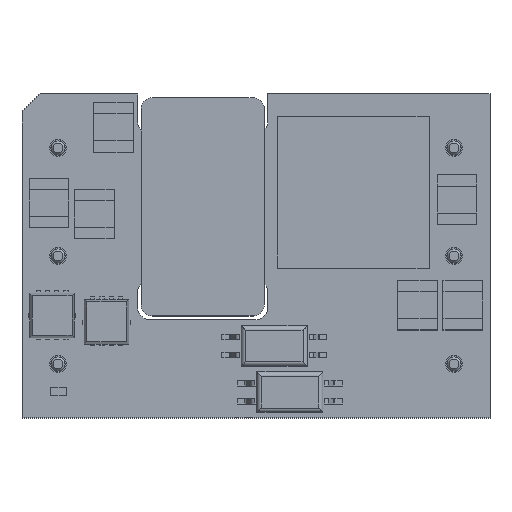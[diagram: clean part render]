
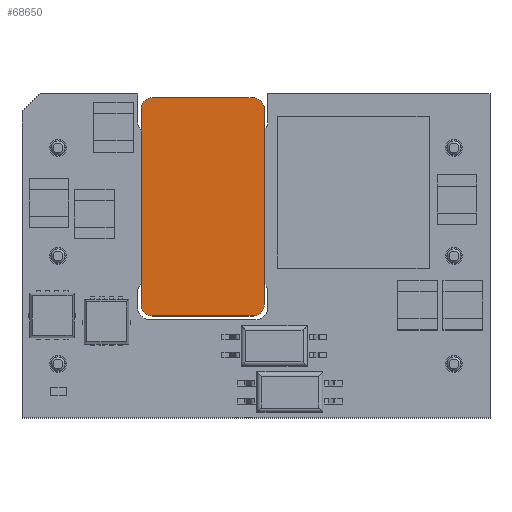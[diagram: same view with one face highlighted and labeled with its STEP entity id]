
A CAD part, top view. The second image highlights one B-rep face of the part: STEP entity #68650.
In plain terms, the highlighted face is planar.
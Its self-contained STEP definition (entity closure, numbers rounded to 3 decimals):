
#67900=CARTESIAN_POINT('',(0.,0.,-1.45));
#67910=DIRECTION('',(0.,0.,1.));
#67920=DIRECTION('',(1.,0.,0.));
#67930=AXIS2_PLACEMENT_3D('',#67900,#67910,#67920);
#67940=PLANE('',#67930);
#67950=CARTESIAN_POINT('',(0.,14.079,-1.45));
#67960=DIRECTION('',(0.,-1.,0.));
#67970=VECTOR('',#67960,1.);
#67980=LINE('',#67950,#67970);
#67990=CARTESIAN_POINT('',(0.,14.6,-1.45));
#68000=VERTEX_POINT('',#67990);
#68010=CARTESIAN_POINT('',(0.,0.8,-1.45));
#68020=VERTEX_POINT('',#68010);
#68030=EDGE_CURVE('',#68000,#68020,#67980,.T.);
#68040=ORIENTED_EDGE('',*,*,#68030,.F.);
#68050=CARTESIAN_POINT('',(0.8,0.8,-1.45));
#68060=DIRECTION('',(0.,0.,1.));
#68070=DIRECTION('',(1.,0.,0.));
#68080=AXIS2_PLACEMENT_3D('',#68050,#68060,#68070);
#68090=CIRCLE('',#68080,0.8);
#68100=CARTESIAN_POINT('',(0.8,0.,-1.45));
#68110=VERTEX_POINT('',#68100);
#68120=EDGE_CURVE('',#68020,#68110,#68090,.T.);
#68130=ORIENTED_EDGE('',*,*,#68120,.F.);
#68140=CARTESIAN_POINT('',(8.7,0.,-1.45));
#68150=DIRECTION('',(-1.,0.,0.));
#68160=VECTOR('',#68150,1.);
#68170=LINE('',#68140,#68160);
#68180=CARTESIAN_POINT('',(7.9,0.,-1.45));
#68190=VERTEX_POINT('',#68180);
#68200=EDGE_CURVE('',#68190,#68110,#68170,.T.);
#68210=ORIENTED_EDGE('',*,*,#68200,.T.);
#68220=CARTESIAN_POINT('',(7.9,0.8,-1.45));
#68230=DIRECTION('',(0.,0.,1.));
#68240=DIRECTION('',(1.,0.,0.));
#68250=AXIS2_PLACEMENT_3D('',#68220,#68230,#68240);
#68260=CIRCLE('',#68250,0.8);
#68270=CARTESIAN_POINT('',(8.7,0.8,-1.45));
#68280=VERTEX_POINT('',#68270);
#68290=EDGE_CURVE('',#68190,#68280,#68260,.T.);
#68300=ORIENTED_EDGE('',*,*,#68290,.F.);
#68310=CARTESIAN_POINT('',(8.7,15.4,-1.45));
#68320=DIRECTION('',(0.,-1.,0.));
#68330=VECTOR('',#68320,1.);
#68340=LINE('',#68310,#68330);
#68350=CARTESIAN_POINT('',(8.7,14.6,-1.45));
#68360=VERTEX_POINT('',#68350);
#68370=EDGE_CURVE('',#68360,#68280,#68340,.T.);
#68380=ORIENTED_EDGE('',*,*,#68370,.T.);
#68390=CARTESIAN_POINT('',(7.9,14.6,-1.45));
#68400=DIRECTION('',(0.,0.,1.));
#68410=DIRECTION('',(1.,0.,0.));
#68420=AXIS2_PLACEMENT_3D('',#68390,#68400,#68410);
#68430=CIRCLE('',#68420,0.8);
#68440=CARTESIAN_POINT('',(7.9,15.4,-1.45));
#68450=VERTEX_POINT('',#68440);
#68460=EDGE_CURVE('',#68360,#68450,#68430,.T.);
#68470=ORIENTED_EDGE('',*,*,#68460,.F.);
#68480=CARTESIAN_POINT('',(0.,15.4,-1.45));
#68490=DIRECTION('',(1.,0.,0.));
#68500=VECTOR('',#68490,1.);
#68510=LINE('',#68480,#68500);
#68520=CARTESIAN_POINT('',(0.8,15.4,-1.45));
#68530=VERTEX_POINT('',#68520);
#68540=EDGE_CURVE('',#68530,#68450,#68510,.T.);
#68550=ORIENTED_EDGE('',*,*,#68540,.T.);
#68560=CARTESIAN_POINT('',(0.8,14.6,-1.45));
#68570=DIRECTION('',(0.,0.,1.));
#68580=DIRECTION('',(1.,0.,0.));
#68590=AXIS2_PLACEMENT_3D('',#68560,#68570,#68580);
#68600=CIRCLE('',#68590,0.8);
#68610=EDGE_CURVE('',#68530,#68000,#68600,.T.);
#68620=ORIENTED_EDGE('',*,*,#68610,.F.);
#68630=EDGE_LOOP('',(#68620,#68550,#68470,#68380,#68300,#68210,#68130,
#68040));
#68640=FACE_OUTER_BOUND('',#68630,.T.);
#68650=ADVANCED_FACE('',(#68640),#67940,.F.);
